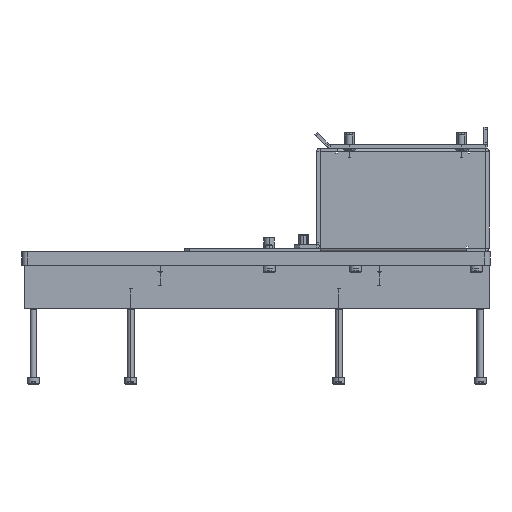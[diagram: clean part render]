
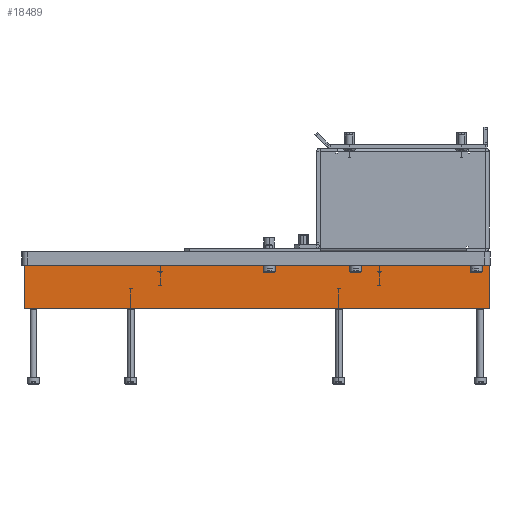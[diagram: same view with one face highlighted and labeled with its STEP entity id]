
A CAD part, left-side view. The second image highlights one B-rep face of the part: STEP entity #18489.
In plain terms, the highlighted face is planar.
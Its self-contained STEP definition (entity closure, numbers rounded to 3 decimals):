
#113 = LINE ( 'NONE', #3320, #15897 ) ;
#307 = VECTOR ( 'NONE', #15494, 1000. ) ;
#1025 = ORIENTED_EDGE ( 'NONE', *, *, #13481, .T. ) ;
#1166 = VERTEX_POINT ( 'NONE', #1875 ) ;
#1875 = CARTESIAN_POINT ( 'NONE',  ( 4., -134.6, -12.5 ) ) ;
#1901 = CARTESIAN_POINT ( 'NONE',  ( 4., 134.6, 12.5 ) ) ;
#3320 = CARTESIAN_POINT ( 'NONE',  ( 4., 134.6, 12.5 ) ) ;
#3457 = DIRECTION ( 'NONE',  ( 0., -1., 0. ) ) ;
#6102 = VERTEX_POINT ( 'NONE', #9651 ) ;
#7736 = VECTOR ( 'NONE', #3457, 1000. ) ;
#8722 = CARTESIAN_POINT ( 'NONE',  ( 4., 134.6, -12.5 ) ) ;
#9194 = ORIENTED_EDGE ( 'NONE', *, *, #18970, .F. ) ;
#9275 = VECTOR ( 'NONE', #14764, 1000. ) ;
#9429 = LINE ( 'NONE', #9616, #307 ) ;
#9616 = CARTESIAN_POINT ( 'NONE',  ( 4., -134.6, 12.5 ) ) ;
#9651 = CARTESIAN_POINT ( 'NONE',  ( 4., 134.6, 12.5 ) ) ;
#10413 = CARTESIAN_POINT ( 'NONE',  ( 4., 134.6, 12.5 ) ) ;
#11406 = VERTEX_POINT ( 'NONE', #17068 ) ;
#11693 = LINE ( 'NONE', #17780, #9275 ) ;
#11974 = PLANE ( 'NONE',  #13094 ) ;
#13094 = AXIS2_PLACEMENT_3D ( 'NONE', #10413, #16602, #14849 ) ;
#13481 = EDGE_CURVE ( 'NONE', #6102, #11406, #15173, .T. ) ;
#13984 = VERTEX_POINT ( 'NONE', #8722 ) ;
#14555 = EDGE_CURVE ( 'NONE', #13984, #1166, #11693, .T. ) ;
#14752 = FACE_OUTER_BOUND ( 'NONE', #18929, .T. ) ;
#14764 = DIRECTION ( 'NONE',  ( 0., -1., 0. ) ) ;
#14849 = DIRECTION ( 'NONE',  ( 0., 0., 1. ) ) ;
#15001 = EDGE_CURVE ( 'NONE', #11406, #1166, #9429, .T. ) ;
#15173 = LINE ( 'NONE', #1901, #7736 ) ;
#15494 = DIRECTION ( 'NONE',  ( 0., 0., -1. ) ) ;
#15661 = ORIENTED_EDGE ( 'NONE', *, *, #14555, .F. ) ;
#15897 = VECTOR ( 'NONE', #16178, 1000. ) ;
#16178 = DIRECTION ( 'NONE',  ( 0., 0., -1. ) ) ;
#16602 = DIRECTION ( 'NONE',  ( -1., 0., 0. ) ) ;
#17068 = CARTESIAN_POINT ( 'NONE',  ( 4., -134.6, 12.5 ) ) ;
#17780 = CARTESIAN_POINT ( 'NONE',  ( 4., 134.6, -12.5 ) ) ;
#18469 = ORIENTED_EDGE ( 'NONE', *, *, #15001, .T. ) ;
#18489 = ADVANCED_FACE ( 'NONE', ( #14752 ), #11974, .F. ) ;
#18929 = EDGE_LOOP ( 'NONE', ( #18469, #15661, #9194, #1025 ) ) ;
#18970 = EDGE_CURVE ( 'NONE', #6102, #13984, #113, .T. ) ;
